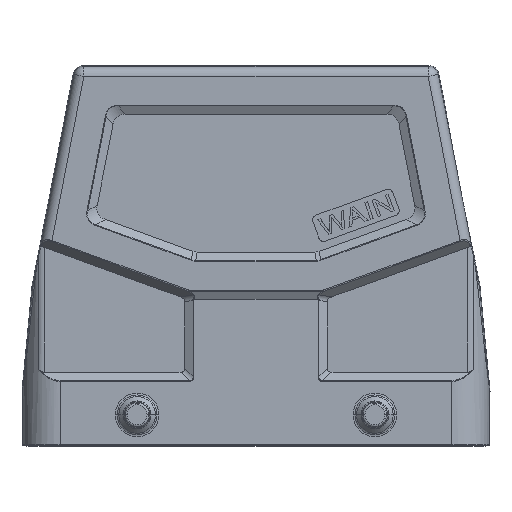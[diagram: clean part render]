
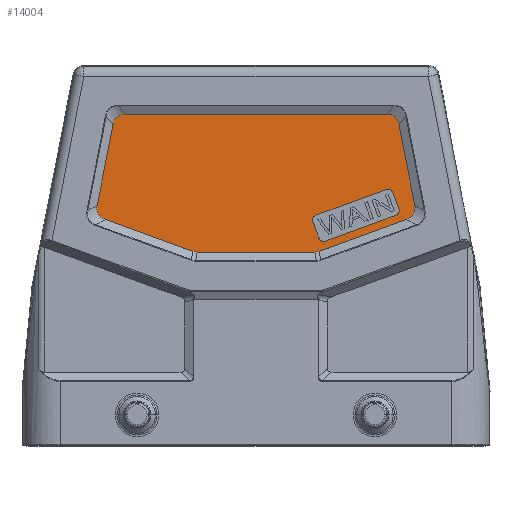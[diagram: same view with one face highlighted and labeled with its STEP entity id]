
A CAD part, top view. The second image highlights one B-rep face of the part: STEP entity #14004.
In plain terms, the highlighted planar face has unit normal (0, 0, 1).
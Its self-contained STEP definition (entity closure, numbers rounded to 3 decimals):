
#2754=DIRECTION('',(0.191,-0.982,0.));
#2755=VECTOR('',#2754,16.467);
#2756=CARTESIAN_POINT('',(28.57,32.245,21.5));
#2757=LINE('',#2756,#2755);
#2766=CARTESIAN_POINT('',(31.712,16.08,21.5));
#2767=CARTESIAN_POINT('',(31.848,15.381,21.5));
#2768=CARTESIAN_POINT('',(31.684,14.231,21.5));
#2769=CARTESIAN_POINT('',(30.782,13.497,21.5));
#2770=CARTESIAN_POINT('',(30.113,13.254,21.5));
#2776=DIRECTION('',(-0.94,-0.342,0.));
#2777=VECTOR('',#2776,18.628);
#2778=CARTESIAN_POINT('',(30.113,13.254,21.5));
#2779=LINE('',#2778,#2777);
#2788=CARTESIAN_POINT('',(12.609,6.883,21.5));
#2789=CARTESIAN_POINT('',(12.333,6.782,21.5));
#2790=CARTESIAN_POINT('',(12.048,6.732,21.5));
#2791=CARTESIAN_POINT('',(11.754,6.732,21.5));
#2802=DIRECTION('',(-1.,0.,0.));
#2803=VECTOR('',#2802,23.508);
#2804=CARTESIAN_POINT('',(11.754,6.732,21.5));
#2805=LINE('',#2804,#2803);
#2810=CARTESIAN_POINT('',(-11.754,6.732,21.5));
#2811=CARTESIAN_POINT('',(-12.048,6.732,21.5));
#2812=CARTESIAN_POINT('',(-12.333,6.782,21.5));
#2813=CARTESIAN_POINT('',(-12.609,6.883,21.5));
#2824=DIRECTION('',(-0.94,0.342,0.));
#2825=VECTOR('',#2824,18.628);
#2826=CARTESIAN_POINT('',(-12.609,6.883,21.5));
#2827=LINE('',#2826,#2825);
#2836=CARTESIAN_POINT('',(-30.113,13.254,21.5));
#2837=CARTESIAN_POINT('',(-30.782,13.497,21.5));
#2838=CARTESIAN_POINT('',(-31.684,14.231,21.5));
#2839=CARTESIAN_POINT('',(-31.848,15.381,21.5));
#2840=CARTESIAN_POINT('',(-31.712,16.08,21.5));
#2846=DIRECTION('',(0.191,0.982,0.));
#2847=VECTOR('',#2846,16.467);
#2848=CARTESIAN_POINT('',(-31.712,16.08,21.5));
#2849=LINE('',#2848,#2847);
#2858=CARTESIAN_POINT('',(-28.57,32.245,21.5));
#2859=CARTESIAN_POINT('',(-28.439,32.919,21.5));
#2860=CARTESIAN_POINT('',(-27.877,33.904,21.5));
#2861=CARTESIAN_POINT('',(-26.803,34.268,21.5));
#2862=CARTESIAN_POINT('',(-26.116,34.268,21.5));
#2868=DIRECTION('',(1.,0.,0.));
#2869=VECTOR('',#2868,52.232);
#2870=CARTESIAN_POINT('',(-26.116,34.268,21.5));
#2871=LINE('',#2870,#2869);
#2876=CARTESIAN_POINT('',(26.116,34.268,21.5));
#2877=CARTESIAN_POINT('',(26.803,34.268,21.5));
#2878=CARTESIAN_POINT('',(27.877,33.904,21.5));
#2879=CARTESIAN_POINT('',(28.439,32.919,21.5));
#2880=CARTESIAN_POINT('',(28.57,32.245,21.5));
#2882=DIRECTION('',(-0.342,0.94,0.));
#2883=VECTOR('',#2882,3.5);
#2884=CARTESIAN_POINT('',(12.562,9.526,21.5));
#2885=LINE('',#2884,#2883);
#2886=CARTESIAN_POINT('',(13.501,9.868,21.5));
#2887=DIRECTION('',(0.,0.,-1.));
#2888=DIRECTION('',(0.342,-0.94,0.));
#2889=AXIS2_PLACEMENT_3D('',#2886,#2887,#2888);
#2891=DIRECTION('',(-0.94,-0.342,0.));
#2892=VECTOR('',#2891,15.);
#2893=CARTESIAN_POINT('',(27.939,14.059,21.5));
#2894=LINE('',#2893,#2892);
#2895=CARTESIAN_POINT('',(27.597,14.998,21.5));
#2896=DIRECTION('',(0.,0.,-1.));
#2897=DIRECTION('',(1.,0.,0.));
#2898=AXIS2_PLACEMENT_3D('',#2895,#2896,#2897);
#2900=CARTESIAN_POINT('',(27.597,14.998,21.5));
#2901=DIRECTION('',(0.,0.,-1.));
#2902=DIRECTION('',(0.94,0.342,0.));
#2903=AXIS2_PLACEMENT_3D('',#2900,#2901,#2902);
#2905=DIRECTION('',(0.342,-0.94,0.));
#2906=VECTOR('',#2905,3.5);
#2907=CARTESIAN_POINT('',(27.339,18.629,21.5));
#2908=LINE('',#2907,#2906);
#2909=CARTESIAN_POINT('',(26.4,18.287,21.5));
#2910=DIRECTION('',(0.,0.,-1.));
#2911=DIRECTION('',(-0.342,0.94,0.));
#2912=AXIS2_PLACEMENT_3D('',#2909,#2910,#2911);
#2914=DIRECTION('',(0.94,0.342,0.));
#2915=VECTOR('',#2914,15.);
#2916=CARTESIAN_POINT('',(11.962,14.097,21.5));
#2917=LINE('',#2916,#2915);
#2918=CARTESIAN_POINT('',(12.304,13.157,21.5));
#2919=DIRECTION('',(0.,0.,-1.));
#2920=DIRECTION('',(-0.94,-0.342,0.));
#2921=AXIS2_PLACEMENT_3D('',#2918,#2919,#2920);
#8922=CARTESIAN_POINT('',(13.843,8.928,21.5));
#8923=CARTESIAN_POINT('',(12.562,9.526,21.5));
#8924=VERTEX_POINT('',#8922);
#8925=VERTEX_POINT('',#8923);
#8926=CARTESIAN_POINT('',(27.939,14.059,21.5));
#8927=VERTEX_POINT('',#8926);
#8928=CARTESIAN_POINT('',(28.536,15.34,21.5));
#8929=CARTESIAN_POINT('',(28.597,14.998,21.5));
#8930=VERTEX_POINT('',#8928);
#8931=VERTEX_POINT('',#8929);
#8932=CARTESIAN_POINT('',(27.339,18.629,21.5));
#8933=VERTEX_POINT('',#8932);
#8934=CARTESIAN_POINT('',(26.058,19.227,21.5));
#8935=VERTEX_POINT('',#8934);
#8936=CARTESIAN_POINT('',(11.962,14.097,21.5));
#8937=VERTEX_POINT('',#8936);
#8938=CARTESIAN_POINT('',(11.364,12.815,21.5));
#8939=VERTEX_POINT('',#8938);
#9033=CARTESIAN_POINT('',(28.57,32.245,21.5));
#9034=CARTESIAN_POINT('',(31.712,16.08,21.5));
#9035=VERTEX_POINT('',#9033);
#9036=VERTEX_POINT('',#9034);
#9037=VERTEX_POINT('',#2876);
#9038=CARTESIAN_POINT('',(-26.116,34.268,21.5));
#9039=VERTEX_POINT('',#9038);
#9040=VERTEX_POINT('',#2858);
#9041=CARTESIAN_POINT('',(-31.712,16.08,21.5));
#9042=VERTEX_POINT('',#9041);
#9043=VERTEX_POINT('',#2836);
#9044=CARTESIAN_POINT('',(-12.609,6.883,21.5));
#9045=VERTEX_POINT('',#9044);
#9046=VERTEX_POINT('',#2810);
#9047=CARTESIAN_POINT('',(11.754,6.732,21.5));
#9048=VERTEX_POINT('',#9047);
#9049=VERTEX_POINT('',#2788);
#9050=CARTESIAN_POINT('',(30.113,13.254,21.5));
#9051=VERTEX_POINT('',#9050);
#13965=CARTESIAN_POINT('',(-34.102,12.862,21.5));
#13966=DIRECTION('',(0.,0.,-1.));
#13967=DIRECTION('',(-1.,0.,0.));
#13968=AXIS2_PLACEMENT_3D('',#13965,#13966,#13967);
#13969=PLANE('',#13968);
#13970=ORIENTED_EDGE('',*,*,#13799,.T.);
#13971=ORIENTED_EDGE('',*,*,#13814,.T.);
#13972=ORIENTED_EDGE('',*,*,#13828,.T.);
#13973=ORIENTED_EDGE('',*,*,#13842,.T.);
#13974=ORIENTED_EDGE('',*,*,#13856,.T.);
#13975=ORIENTED_EDGE('',*,*,#13870,.T.);
#13976=ORIENTED_EDGE('',*,*,#13884,.T.);
#13977=ORIENTED_EDGE('',*,*,#13898,.T.);
#13978=ORIENTED_EDGE('',*,*,#13913,.T.);
#13979=ORIENTED_EDGE('',*,*,#13928,.T.);
#13980=ORIENTED_EDGE('',*,*,#13943,.T.);
#13981=ORIENTED_EDGE('',*,*,#13957,.T.);
#13982=EDGE_LOOP('',(#13970,#13971,#13972,#13973,#13974,#13975,#13976,#13977,
#13978,#13979,#13980,#13981));
#13983=FACE_OUTER_BOUND('',#13982,.F.);
#13985=ORIENTED_EDGE('',*,*,#13984,.F.);
#13987=ORIENTED_EDGE('',*,*,#13986,.F.);
#13989=ORIENTED_EDGE('',*,*,#13988,.F.);
#13991=ORIENTED_EDGE('',*,*,#13990,.F.);
#13993=ORIENTED_EDGE('',*,*,#13992,.F.);
#13995=ORIENTED_EDGE('',*,*,#13994,.F.);
#13997=ORIENTED_EDGE('',*,*,#13996,.F.);
#13999=ORIENTED_EDGE('',*,*,#13998,.F.);
#14001=ORIENTED_EDGE('',*,*,#14000,.F.);
#14002=EDGE_LOOP('',(#13985,#13987,#13989,#13991,#13993,#13995,#13997,#13999,
#14001));
#14003=FACE_BOUND('',#14002,.F.);
#2771=B_SPLINE_CURVE_WITH_KNOTS('',3,(#2766,#2767,#2768,#2769,#2770),
.UNSPECIFIED.,.F.,.F.,(4,1,4),(0.,0.5,1.),.UNSPECIFIED.);
#2792=B_SPLINE_CURVE_WITH_KNOTS('',3,(#2788,#2789,#2790,#2791),.UNSPECIFIED.,
.F.,.F.,(4,4),(0.,1.),.UNSPECIFIED.);
#2814=B_SPLINE_CURVE_WITH_KNOTS('',3,(#2810,#2811,#2812,#2813),.UNSPECIFIED.,
.F.,.F.,(4,4),(0.,1.),.UNSPECIFIED.);
#2841=B_SPLINE_CURVE_WITH_KNOTS('',3,(#2836,#2837,#2838,#2839,#2840),
.UNSPECIFIED.,.F.,.F.,(4,1,4),(0.,0.5,1.),.UNSPECIFIED.);
#2863=B_SPLINE_CURVE_WITH_KNOTS('',3,(#2858,#2859,#2860,#2861,#2862),
.UNSPECIFIED.,.F.,.F.,(4,1,4),(0.,0.5,1.),.UNSPECIFIED.);
#2881=B_SPLINE_CURVE_WITH_KNOTS('',3,(#2876,#2877,#2878,#2879,#2880),
.UNSPECIFIED.,.F.,.F.,(4,1,4),(0.,0.5,1.),.UNSPECIFIED.);
#2890=CIRCLE('',#2889,1.);
#2899=CIRCLE('',#2898,1.);
#2904=CIRCLE('',#2903,1.);
#2913=CIRCLE('',#2912,1.);
#2922=CIRCLE('',#2921,1.);
#13799=EDGE_CURVE('',#9035,#9036,#2757,.T.);
#13814=EDGE_CURVE('',#9036,#9051,#2771,.T.);
#13828=EDGE_CURVE('',#9051,#9049,#2779,.T.);
#13842=EDGE_CURVE('',#9049,#9048,#2792,.T.);
#13856=EDGE_CURVE('',#9048,#9046,#2805,.T.);
#13870=EDGE_CURVE('',#9046,#9045,#2814,.T.);
#13884=EDGE_CURVE('',#9045,#9043,#2827,.T.);
#13898=EDGE_CURVE('',#9043,#9042,#2841,.T.);
#13913=EDGE_CURVE('',#9042,#9040,#2849,.T.);
#13928=EDGE_CURVE('',#9040,#9039,#2863,.T.);
#13943=EDGE_CURVE('',#9039,#9037,#2871,.T.);
#13957=EDGE_CURVE('',#9037,#9035,#2881,.T.);
#13984=EDGE_CURVE('',#8925,#8939,#2885,.T.);
#13986=EDGE_CURVE('',#8924,#8925,#2890,.T.);
#13988=EDGE_CURVE('',#8927,#8924,#2894,.T.);
#13990=EDGE_CURVE('',#8931,#8927,#2899,.T.);
#13992=EDGE_CURVE('',#8930,#8931,#2904,.T.);
#13994=EDGE_CURVE('',#8933,#8930,#2908,.T.);
#13996=EDGE_CURVE('',#8935,#8933,#2913,.T.);
#13998=EDGE_CURVE('',#8937,#8935,#2917,.T.);
#14000=EDGE_CURVE('',#8939,#8937,#2922,.T.);
#14004=ADVANCED_FACE('',(#13983,#14003),#13969,.F.);
